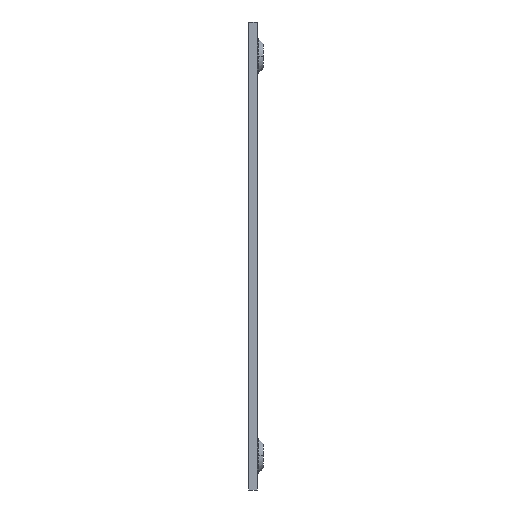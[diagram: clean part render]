
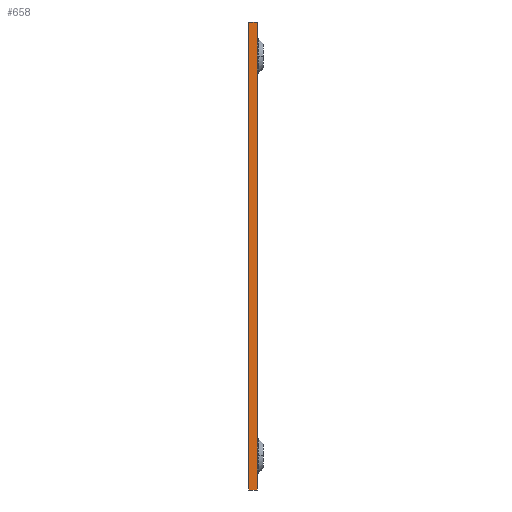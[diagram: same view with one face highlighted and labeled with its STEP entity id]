
A CAD part, left-side view. The second image highlights one B-rep face of the part: STEP entity #658.
In plain terms, the highlighted planar face has unit normal (-1, 0, 0).
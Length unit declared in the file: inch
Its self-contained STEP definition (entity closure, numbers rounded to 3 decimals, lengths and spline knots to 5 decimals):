
#363 = VERTEX_POINT ( 'NONE', #2336 ) ;
#364 = EDGE_CURVE ( 'NONE', #363, #2795, #2335, .T. ) ;
#379 = VERTEX_POINT ( 'NONE', #2317 ) ;
#651 = ORIENTED_EDGE ( 'NONE', *, *, #654, .T. ) ;
#653 = ORIENTED_EDGE ( 'NONE', *, *, #657, .T. ) ;
#654 = EDGE_CURVE ( 'NONE', #662, #379, #2345, .T. ) ;
#655 = EDGE_CURVE ( 'NONE', #2795, #379, #2341, .T. ) ;
#656 = ORIENTED_EDGE ( 'NONE', *, *, #364, .F. ) ;
#657 = EDGE_CURVE ( 'NONE', #363, #662, #2337, .T. ) ;
#658 = ADVANCED_FACE ( 'NONE', ( #2401 ), #2400, .T. ) ;
#662 = VERTEX_POINT ( 'NONE', #2389 ) ;
#664 = ORIENTED_EDGE ( 'NONE', *, *, #655, .F. ) ;
#2024 = CARTESIAN_POINT ( 'NONE',  ( -1.34, 0.06, 1.615 ) ) ;
#2317 = CARTESIAN_POINT ( 'NONE',  ( -1.34, 0., 1.615 ) ) ;
#2332 = DIRECTION ( 'NONE',  ( 0., 0., 1. ) ) ;
#2333 = VECTOR ( 'NONE', #2332, 39.37008 ) ;
#2334 = CARTESIAN_POINT ( 'NONE',  ( -1.34, 0.06, -1.615 ) ) ;
#2335 = LINE ( 'NONE', #2334, #2333 ) ;
#2336 = CARTESIAN_POINT ( 'NONE',  ( -1.34, 0.06, -1.615 ) ) ;
#2337 = LINE ( 'NONE', #2404, #2403 ) ;
#2338 = DIRECTION ( 'NONE',  ( 0., -1., 0. ) ) ;
#2339 = VECTOR ( 'NONE', #2338, 39.37008 ) ;
#2340 = CARTESIAN_POINT ( 'NONE',  ( -1.34, 0.06, 1.615 ) ) ;
#2341 = LINE ( 'NONE', #2340, #2339 ) ;
#2342 = DIRECTION ( 'NONE',  ( 0., 0., 1. ) ) ;
#2343 = VECTOR ( 'NONE', #2342, 39.37008 ) ;
#2344 = CARTESIAN_POINT ( 'NONE',  ( -1.34, 0., -1.615 ) ) ;
#2345 = LINE ( 'NONE', #2344, #2343 ) ;
#2389 = CARTESIAN_POINT ( 'NONE',  ( -1.34, 0., -1.615 ) ) ;
#2396 = DIRECTION ( 'NONE',  ( 0., 0., 1. ) ) ;
#2397 = DIRECTION ( 'NONE',  ( -1., 0., 0. ) ) ;
#2398 = CARTESIAN_POINT ( 'NONE',  ( -1.34, 0.06, -1.615 ) ) ;
#2399 = AXIS2_PLACEMENT_3D ( 'NONE', #2398, #2397, #2396 ) ;
#2400 = PLANE ( 'NONE',  #2399 ) ;
#2401 = FACE_OUTER_BOUND ( 'NONE', #2797, .T. ) ;
#2402 = DIRECTION ( 'NONE',  ( 0., -1., 0. ) ) ;
#2403 = VECTOR ( 'NONE', #2402, 39.37008 ) ;
#2404 = CARTESIAN_POINT ( 'NONE',  ( -1.34, 0.06, -1.615 ) ) ;
#2795 = VERTEX_POINT ( 'NONE', #2024 ) ;
#2797 = EDGE_LOOP ( 'NONE', ( #664, #656, #653, #651 ) ) ;
